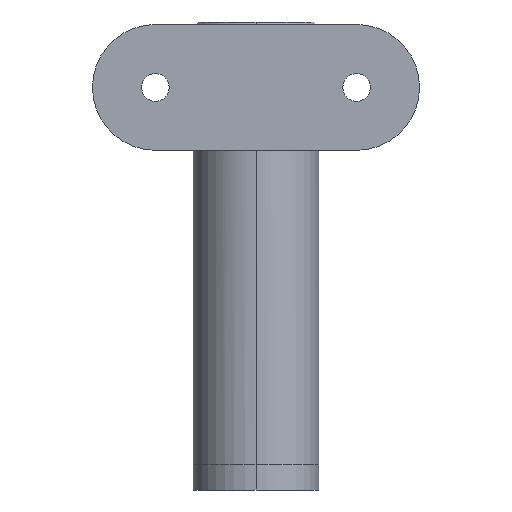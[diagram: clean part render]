
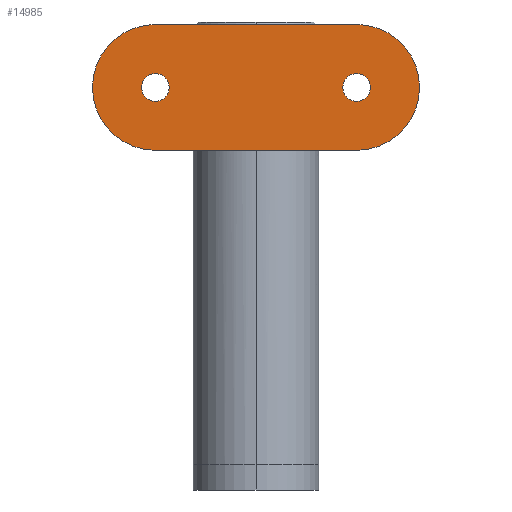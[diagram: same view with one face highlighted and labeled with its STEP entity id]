
A CAD part, front view. The second image highlights one B-rep face of the part: STEP entity #14985.
In plain terms, the highlighted face is planar.
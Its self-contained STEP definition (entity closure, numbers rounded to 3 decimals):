
#198 = CARTESIAN_POINT ( 'NONE',  ( 0., 2., 20. ) ) ;
#571 = DIRECTION ( 'NONE',  ( 0., 0., -1. ) ) ;
#667 = AXIS2_PLACEMENT_3D ( 'NONE', #11186, #3625, #571 ) ;
#1148 = CARTESIAN_POINT ( 'NONE',  ( 0., 2., -20. ) ) ;
#1270 = EDGE_CURVE ( 'NONE', #4469, #2626, #13486, .T. ) ;
#1374 = EDGE_CURVE ( 'NONE', #2626, #4469, #7079, .T. ) ;
#1480 = ORIENTED_EDGE ( 'NONE', *, *, #17546, .T. ) ;
#1757 = ORIENTED_EDGE ( 'NONE', *, *, #11632, .T. ) ;
#1797 = DIRECTION ( 'NONE',  ( 0., 1., 0. ) ) ;
#2531 = CIRCLE ( 'NONE', #4358, 2.75 ) ;
#2626 = VERTEX_POINT ( 'NONE', #6884 ) ;
#2801 = CARTESIAN_POINT ( 'NONE',  ( 0., 2., -20. ) ) ;
#3161 = DIRECTION ( 'NONE',  ( 0., 1., 0. ) ) ;
#3444 = CIRCLE ( 'NONE', #15173, 12.5 ) ;
#3577 = ORIENTED_EDGE ( 'NONE', *, *, #8781, .T. ) ;
#3625 = DIRECTION ( 'NONE',  ( 0., 1., 0. ) ) ;
#3736 = VERTEX_POINT ( 'NONE', #10879 ) ;
#4160 = CARTESIAN_POINT ( 'NONE',  ( 12.5, 2., 32.5 ) ) ;
#4202 = DIRECTION ( 'NONE',  ( 0., 0., -1. ) ) ;
#4314 = DIRECTION ( 'NONE',  ( 0., 1., 0. ) ) ;
#4358 = AXIS2_PLACEMENT_3D ( 'NONE', #7593, #3161, #4683 ) ;
#4469 = VERTEX_POINT ( 'NONE', #19456 ) ;
#4538 = EDGE_CURVE ( 'NONE', #11486, #10679, #2531, .T. ) ;
#4683 = DIRECTION ( 'NONE',  ( 0., 0., 1. ) ) ;
#5380 = DIRECTION ( 'NONE',  ( 0., 0., -1. ) ) ;
#5470 = AXIS2_PLACEMENT_3D ( 'NONE', #14592, #17533, #5380 ) ;
#5871 = CARTESIAN_POINT ( 'NONE',  ( 0., 2., 20. ) ) ;
#6074 = EDGE_LOOP ( 'NONE', ( #11103, #6575, #1757, #18110, #3577, #1480 ) ) ;
#6575 = ORIENTED_EDGE ( 'NONE', *, *, #11888, .T. ) ;
#6617 = AXIS2_PLACEMENT_3D ( 'NONE', #5871, #14758, #11779 ) ;
#6767 = CARTESIAN_POINT ( 'NONE',  ( 0., 2., -22.75 ) ) ;
#6884 = CARTESIAN_POINT ( 'NONE',  ( 0., 2., 17.25 ) ) ;
#7079 = CIRCLE ( 'NONE', #9553, 2.75 ) ;
#7279 = VECTOR ( 'NONE', #11447, 1000. ) ;
#7388 = CARTESIAN_POINT ( 'NONE',  ( 0., 2., -17.25 ) ) ;
#7593 = CARTESIAN_POINT ( 'NONE',  ( 0., 2., -20. ) ) ;
#7714 = DIRECTION ( 'NONE',  ( 0., 1., 0. ) ) ;
#7796 = VERTEX_POINT ( 'NONE', #18678 ) ;
#7911 = FACE_OUTER_BOUND ( 'NONE', #6074, .T. ) ;
#7942 = DIRECTION ( 'NONE',  ( 0., 1., 0. ) ) ;
#8244 = ORIENTED_EDGE ( 'NONE', *, *, #1270, .F. ) ;
#8720 = CARTESIAN_POINT ( 'NONE',  ( 0., 2., -20. ) ) ;
#8781 = EDGE_CURVE ( 'NONE', #18053, #3736, #12896, .T. ) ;
#8818 = ORIENTED_EDGE ( 'NONE', *, *, #1374, .F. ) ;
#9338 = DIRECTION ( 'NONE',  ( 0., 0., 1. ) ) ;
#9362 = DIRECTION ( 'NONE',  ( 0., 0., -1. ) ) ;
#9437 = AXIS2_PLACEMENT_3D ( 'NONE', #2801, #4314, #19607 ) ;
#9553 = AXIS2_PLACEMENT_3D ( 'NONE', #198, #7942, #9338 ) ;
#9601 = CIRCLE ( 'NONE', #9437, 2.75 ) ;
#9628 = EDGE_CURVE ( 'NONE', #11679, #14788, #11080, .T. ) ;
#10064 = LINE ( 'NONE', #16184, #15725 ) ;
#10229 = DIRECTION ( 'NONE',  ( 0., 0., -1. ) ) ;
#10679 = VERTEX_POINT ( 'NONE', #7388 ) ;
#10879 = CARTESIAN_POINT ( 'NONE',  ( 0., 2., 32.5 ) ) ;
#10978 = FACE_BOUND ( 'NONE', #11459, .T. ) ;
#11080 = LINE ( 'NONE', #4160, #7279 ) ;
#11103 = ORIENTED_EDGE ( 'NONE', *, *, #9628, .T. ) ;
#11186 = CARTESIAN_POINT ( 'NONE',  ( 0., 2., 20. ) ) ;
#11195 = CIRCLE ( 'NONE', #6617, 12.5 ) ;
#11447 = DIRECTION ( 'NONE',  ( 0., 0., -1. ) ) ;
#11459 = EDGE_LOOP ( 'NONE', ( #14970, #18584 ) ) ;
#11486 = VERTEX_POINT ( 'NONE', #6767 ) ;
#11632 = EDGE_CURVE ( 'NONE', #7796, #14546, #18640, .T. ) ;
#11679 = VERTEX_POINT ( 'NONE', #19421 ) ;
#11684 = EDGE_CURVE ( 'NONE', #10679, #11486, #9601, .T. ) ;
#11779 = DIRECTION ( 'NONE',  ( 0., 0., -1. ) ) ;
#11888 = EDGE_CURVE ( 'NONE', #14788, #7796, #3444, .T. ) ;
#12380 = DIRECTION ( 'NONE',  ( 0., 0., 1. ) ) ;
#12569 = CARTESIAN_POINT ( 'NONE',  ( -12.5, 2., -20. ) ) ;
#12896 = CIRCLE ( 'NONE', #667, 12.5 ) ;
#12927 = PLANE ( 'NONE',  #5470 ) ;
#13376 = CARTESIAN_POINT ( 'NONE',  ( -12.5, 2., 20. ) ) ;
#13486 = CIRCLE ( 'NONE', #16315, 2.75 ) ;
#13979 = EDGE_CURVE ( 'NONE', #18053, #14546, #10064, .T. ) ;
#14546 = VERTEX_POINT ( 'NONE', #12569 ) ;
#14592 = CARTESIAN_POINT ( 'NONE',  ( -12.5, 2., 32.5 ) ) ;
#14758 = DIRECTION ( 'NONE',  ( 0., 1., 0. ) ) ;
#14788 = VERTEX_POINT ( 'NONE', #16208 ) ;
#14970 = ORIENTED_EDGE ( 'NONE', *, *, #11684, .F. ) ;
#14985 = ADVANCED_FACE ( 'NONE', ( #19073, #10978, #7911 ), #12927, .F. ) ;
#15173 = AXIS2_PLACEMENT_3D ( 'NONE', #8720, #7714, #9362 ) ;
#15699 = EDGE_LOOP ( 'NONE', ( #8244, #8818 ) ) ;
#15725 = VECTOR ( 'NONE', #10229, 1000. ) ;
#16184 = CARTESIAN_POINT ( 'NONE',  ( -12.5, 2., 32.5 ) ) ;
#16208 = CARTESIAN_POINT ( 'NONE',  ( 12.5, 2., -20. ) ) ;
#16315 = AXIS2_PLACEMENT_3D ( 'NONE', #16909, #1797, #12380 ) ;
#16909 = CARTESIAN_POINT ( 'NONE',  ( 0., 2., 20. ) ) ;
#17533 = DIRECTION ( 'NONE',  ( 0., -1., 0. ) ) ;
#17546 = EDGE_CURVE ( 'NONE', #3736, #11679, #11195, .T. ) ;
#17610 = AXIS2_PLACEMENT_3D ( 'NONE', #1148, #18062, #4202 ) ;
#18053 = VERTEX_POINT ( 'NONE', #13376 ) ;
#18062 = DIRECTION ( 'NONE',  ( 0., 1., 0. ) ) ;
#18110 = ORIENTED_EDGE ( 'NONE', *, *, #13979, .F. ) ;
#18584 = ORIENTED_EDGE ( 'NONE', *, *, #4538, .F. ) ;
#18640 = CIRCLE ( 'NONE', #17610, 12.5 ) ;
#18678 = CARTESIAN_POINT ( 'NONE',  ( 0., 2., -32.5 ) ) ;
#19073 = FACE_BOUND ( 'NONE', #15699, .T. ) ;
#19421 = CARTESIAN_POINT ( 'NONE',  ( 12.5, 2., 20. ) ) ;
#19456 = CARTESIAN_POINT ( 'NONE',  ( 0., 2., 22.75 ) ) ;
#19607 = DIRECTION ( 'NONE',  ( 0., 0., 1. ) ) ;
